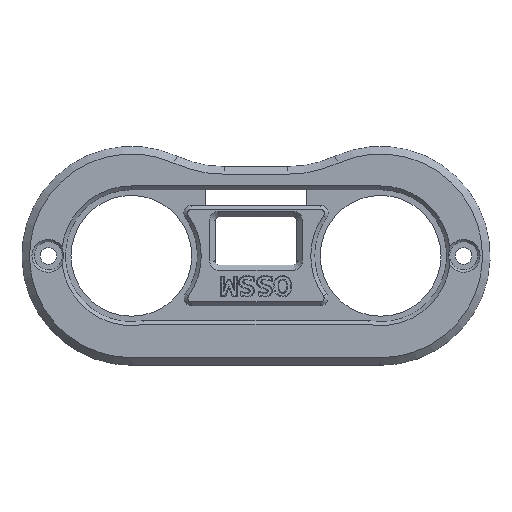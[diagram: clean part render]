
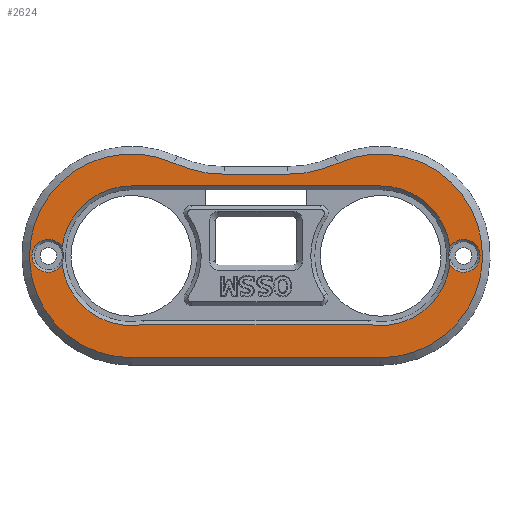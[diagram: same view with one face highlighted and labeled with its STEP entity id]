
A CAD part, top view. The second image highlights one B-rep face of the part: STEP entity #2624.
In plain terms, the highlighted planar face has unit normal (0, 0, 1).
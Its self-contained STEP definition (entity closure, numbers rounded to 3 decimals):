
#98=FACE_BOUND('',#422,.T.);
#129=CIRCLE('',#2821,18.5);
#131=CIRCLE('',#2823,18.5);
#132=CIRCLE('',#2826,18.5);
#134=CIRCLE('',#2828,18.5);
#136=CIRCLE('',#2833,27.);
#137=CIRCLE('',#2834,27.);
#138=CIRCLE('',#2835,32.);
#139=CIRCLE('',#2836,32.);
#140=CIRCLE('',#2837,4.35);
#141=CIRCLE('',#2838,4.35);
#142=CIRCLE('',#2839,4.35);
#254=FACE_OUTER_BOUND('',#421,.T.);
#421=EDGE_LOOP('',(#1937,#1938,#1939,#1940,#1941,#1942));
#422=EDGE_LOOP('',(#1943,#1944,#1945,#1946,#1947,#1948,#1949,#1950,#1951));
#636=LINE('',#3963,#901);
#639=LINE('',#3992,#904);
#643=LINE('',#4022,#908);
#644=LINE('',#4028,#909);
#901=VECTOR('',#3195,10.);
#904=VECTOR('',#3208,10.);
#908=VECTOR('',#3230,10.);
#909=VECTOR('',#3235,10.);
#1176=VERTEX_POINT('',#3957);
#1177=VERTEX_POINT('',#3962);
#1178=VERTEX_POINT('',#3969);
#1180=VERTEX_POINT('',#3977);
#1181=VERTEX_POINT('',#3986);
#1182=VERTEX_POINT('',#3990);
#1183=VERTEX_POINT('',#3994);
#1184=VERTEX_POINT('',#3995);
#1187=VERTEX_POINT('',#4018);
#1188=VERTEX_POINT('',#4019);
#1189=VERTEX_POINT('',#4021);
#1190=VERTEX_POINT('',#4023);
#1191=VERTEX_POINT('',#4025);
#1192=VERTEX_POINT('',#4027);
#1193=VERTEX_POINT('',#4031);
#1445=EDGE_CURVE('',#1176,#1177,#636,.T.);
#1449=EDGE_CURVE('',#1180,#1176,#129,.T.);
#1452=EDGE_CURVE('',#1181,#1178,#131,.T.);
#1454=EDGE_CURVE('',#1182,#1181,#639,.T.);
#1456=EDGE_CURVE('',#1184,#1182,#132,.T.);
#1458=EDGE_CURVE('',#1177,#1183,#134,.T.);
#1463=EDGE_CURVE('',#1187,#1188,#136,.T.);
#1464=EDGE_CURVE('',#1189,#1187,#643,.T.);
#1465=EDGE_CURVE('',#1190,#1189,#137,.T.);
#1466=EDGE_CURVE('',#1191,#1190,#138,.T.);
#1467=EDGE_CURVE('',#1192,#1191,#644,.T.);
#1468=EDGE_CURVE('',#1188,#1192,#139,.T.);
#1469=EDGE_CURVE('',#1178,#1180,#140,.T.);
#1470=EDGE_CURVE('',#1193,#1184,#141,.T.);
#1471=EDGE_CURVE('',#1183,#1193,#142,.T.);
#1937=ORIENTED_EDGE('',*,*,#1463,.F.);
#1938=ORIENTED_EDGE('',*,*,#1464,.F.);
#1939=ORIENTED_EDGE('',*,*,#1465,.F.);
#1940=ORIENTED_EDGE('',*,*,#1466,.F.);
#1941=ORIENTED_EDGE('',*,*,#1467,.F.);
#1942=ORIENTED_EDGE('',*,*,#1468,.F.);
#1943=ORIENTED_EDGE('',*,*,#1458,.F.);
#1944=ORIENTED_EDGE('',*,*,#1445,.F.);
#1945=ORIENTED_EDGE('',*,*,#1449,.F.);
#1946=ORIENTED_EDGE('',*,*,#1469,.F.);
#1947=ORIENTED_EDGE('',*,*,#1452,.F.);
#1948=ORIENTED_EDGE('',*,*,#1454,.F.);
#1949=ORIENTED_EDGE('',*,*,#1456,.F.);
#1950=ORIENTED_EDGE('',*,*,#1470,.F.);
#1951=ORIENTED_EDGE('',*,*,#1471,.F.);
#2520=PLANE('',#2832);
#2624=ADVANCED_FACE('',(#254,#98),#2520,.T.);
#2821=AXIS2_PLACEMENT_3D('',#3984,#3198,#3199);
#2823=AXIS2_PLACEMENT_3D('',#3988,#3203,#3204);
#2826=AXIS2_PLACEMENT_3D('',#4006,#3211,#3212);
#2828=AXIS2_PLACEMENT_3D('',#4008,#3215,#3216);
#2832=AXIS2_PLACEMENT_3D('',#4017,#3226,#3227);
#2833=AXIS2_PLACEMENT_3D('',#4020,#3228,#3229);
#2834=AXIS2_PLACEMENT_3D('',#4024,#3231,#3232);
#2835=AXIS2_PLACEMENT_3D('',#4026,#3233,#3234);
#2836=AXIS2_PLACEMENT_3D('',#4029,#3236,#3237);
#2837=AXIS2_PLACEMENT_3D('',#4030,#3238,#3239);
#2838=AXIS2_PLACEMENT_3D('',#4032,#3240,#3241);
#2839=AXIS2_PLACEMENT_3D('',#4033,#3242,#3243);
#3195=DIRECTION('',(1.,0.,0.));
#3198=DIRECTION('center_axis',(0.,0.,1.));
#3199=DIRECTION('ref_axis',(-0.876,0.482,0.));
#3203=DIRECTION('center_axis',(0.,0.,1.));
#3204=DIRECTION('ref_axis',(-0.876,0.482,0.));
#3208=DIRECTION('',(-1.,0.,0.));
#3211=DIRECTION('center_axis',(0.,0.,1.));
#3212=DIRECTION('ref_axis',(0.487,-0.873,0.));
#3215=DIRECTION('center_axis',(0.,0.,1.));
#3216=DIRECTION('ref_axis',(0.487,-0.873,0.));
#3226=DIRECTION('center_axis',(0.,0.,1.));
#3227=DIRECTION('ref_axis',(1.,0.,0.));
#3228=DIRECTION('center_axis',(0.,0.,-1.));
#3229=DIRECTION('ref_axis',(-0.7,-0.714,0.));
#3230=DIRECTION('',(-1.,0.,0.));
#3231=DIRECTION('center_axis',(0.,0.,-1.));
#3232=DIRECTION('ref_axis',(0.,1.,0.));
#3233=DIRECTION('center_axis',(0.,0.,1.));
#3234=DIRECTION('ref_axis',(0.214,-0.977,0.));
#3235=DIRECTION('',(1.,0.,0.));
#3236=DIRECTION('center_axis',(0.,0.,1.));
#3237=DIRECTION('ref_axis',(-0.214,-0.977,0.));
#3238=DIRECTION('center_axis',(0.,0.,1.));
#3239=DIRECTION('ref_axis',(-1.,0.,0.));
#3240=DIRECTION('center_axis',(0.,0.,1.));
#3241=DIRECTION('ref_axis',(-1.,0.,0.));
#3242=DIRECTION('center_axis',(0.,0.,1.));
#3243=DIRECTION('ref_axis',(-1.,0.,0.));
#3957=CARTESIAN_POINT('',(31.321,-104.2,8.128));
#3962=CARTESIAN_POINT('',(90.679,-104.2,8.128));
#3963=CARTESIAN_POINT('',(77.5,-104.2,8.128));
#3969=CARTESIAN_POINT('',(9.652,-83.636,8.128));
#3977=CARTESIAN_POINT('',(9.652,-88.364,8.128));
#3984=CARTESIAN_POINT('Origin',(28.,-86.,8.128));
#3986=CARTESIAN_POINT('',(28.,-67.5,8.128));
#3988=CARTESIAN_POINT('Origin',(28.,-86.,8.128));
#3990=CARTESIAN_POINT('',(94.,-67.5,8.128));
#3992=CARTESIAN_POINT('',(44.5,-67.5,8.128));
#3994=CARTESIAN_POINT('',(112.348,-88.364,8.128));
#3995=CARTESIAN_POINT('',(112.348,-83.636,8.128));
#4006=CARTESIAN_POINT('Origin',(94.,-86.,8.128));
#4008=CARTESIAN_POINT('Origin',(94.,-86.,8.128));
#4017=CARTESIAN_POINT('Origin',(61.,-86.,8.128));
#4018=CARTESIAN_POINT('',(28.,-113.,8.128));
#4019=CARTESIAN_POINT('',(39.268,-61.464,8.128));
#4020=CARTESIAN_POINT('Origin',(28.,-86.,8.128));
#4021=CARTESIAN_POINT('',(94.,-113.,8.128));
#4022=CARTESIAN_POINT('',(44.5,-113.,8.128));
#4023=CARTESIAN_POINT('',(82.732,-61.464,8.128));
#4024=CARTESIAN_POINT('Origin',(94.,-86.,8.128));
#4025=CARTESIAN_POINT('',(69.378,-64.383,8.128));
#4026=CARTESIAN_POINT('Origin',(69.378,-32.383,8.128));
#4027=CARTESIAN_POINT('',(52.622,-64.383,8.128));
#4028=CARTESIAN_POINT('',(68.25,-64.383,8.128));
#4029=CARTESIAN_POINT('Origin',(52.622,-32.383,8.128));
#4030=CARTESIAN_POINT('Origin',(6.,-86.,8.128));
#4031=CARTESIAN_POINT('',(120.35,-86.,8.128));
#4032=CARTESIAN_POINT('Origin',(116.,-86.,8.128));
#4033=CARTESIAN_POINT('Origin',(116.,-86.,8.128));
